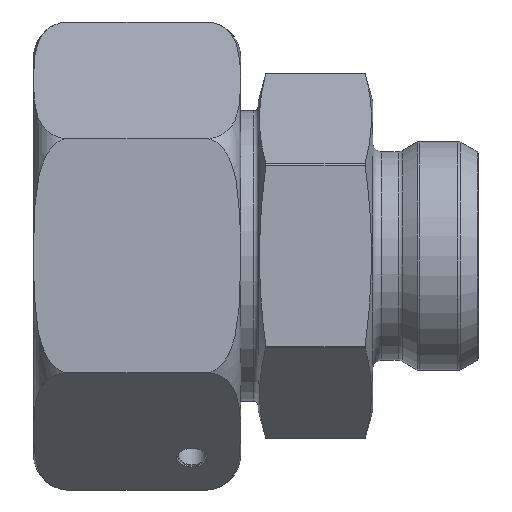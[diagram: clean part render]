
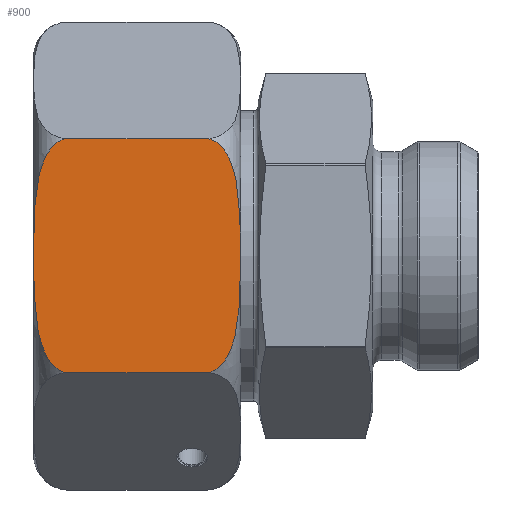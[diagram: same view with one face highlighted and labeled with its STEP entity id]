
A CAD part, top view. The second image highlights one B-rep face of the part: STEP entity #900.
In plain terms, the highlighted face is planar.
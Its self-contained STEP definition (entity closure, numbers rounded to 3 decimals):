
#576=FACE_OUTER_BOUND('',#1540,.T.);
#900=ADVANCED_FACE('',(#576),#1171,.F.);
#1171=PLANE('',#5290);
#1540=EDGE_LOOP('',(#2537,#2538,#2539,#2540));
#2044=B_SPLINE_CURVE_WITH_KNOTS('',3,(#7692,#7693,#7694,#7695,#7696,#7697,
#7698,#7699,#7700,#7701,#7702,#7703,#7704,#7705,#7706,#7707,#7708,#7709),
 .UNSPECIFIED.,.F.,.F.,(4,2,2,2,2,2,2,2,4),(0.,0.063,0.125,
0.25,0.5,0.75,0.875,0.938,1.),.UNSPECIFIED.);
#2052=B_SPLINE_CURVE_WITH_KNOTS('',3,(#7844,#7845,#7846,#7847,#7848,#7849,
#7850,#7851,#7852,#7853,#7854,#7855,#7856,#7857,#7858,#7859,#7860,#7861),
 .UNSPECIFIED.,.F.,.F.,(4,2,2,2,2,2,2,2,4),(0.,0.062,0.125,
0.25,0.5,0.75,0.875,0.938,1.),.UNSPECIFIED.);
#2537=ORIENTED_EDGE('',*,*,#4363,.T.);
#2538=ORIENTED_EDGE('',*,*,#4341,.T.);
#2539=ORIENTED_EDGE('',*,*,#4137,.F.);
#2540=ORIENTED_EDGE('',*,*,#4349,.T.);
#3661=VERTEX_POINT('',#6446);
#3662=VERTEX_POINT('',#6447);
#3865=VERTEX_POINT('',#7710);
#3871=VERTEX_POINT('',#7843);
#4137=EDGE_CURVE('',#3661,#3662,#4823,.T.);
#4341=EDGE_CURVE('',#3865,#3662,#2044,.T.);
#4349=EDGE_CURVE('',#3661,#3871,#2052,.T.);
#4363=EDGE_CURVE('',#3871,#3865,#4828,.T.);
#4823=LINE('',#6445,#5031);
#4828=LINE('',#7895,#5036);
#5031=VECTOR('',#5579,1.);
#5036=VECTOR('',#5646,1.);
#5290=AXIS2_PLACEMENT_3D('',#7897,#5649,#5650);
#5579=DIRECTION('',(-1.,0.,0.));
#5646=DIRECTION('',(-1.,0.,0.));
#5649=DIRECTION('',(0.,-0.5,-0.866));
#5650=DIRECTION('',(0.,0.866,-0.5));
#6445=CARTESIAN_POINT('',(25.,0.,26.558));
#6446=CARTESIAN_POINT('',(19.735,0.,26.558));
#6447=CARTESIAN_POINT('',(3.765,0.,26.558));
#7692=CARTESIAN_POINT('',(3.765,23.,13.279));
#7693=CARTESIAN_POINT('',(3.143,22.937,13.316));
#7694=CARTESIAN_POINT('',(2.599,22.625,13.495));
#7695=CARTESIAN_POINT('',(1.757,21.838,13.95));
#7696=CARTESIAN_POINT('',(1.447,21.369,14.221));
#7697=CARTESIAN_POINT('',(0.711,19.905,15.066));
#7698=CARTESIAN_POINT('',(0.47,18.849,15.676));
#7699=CARTESIAN_POINT('',(0.007,15.699,17.495));
#7700=CARTESIAN_POINT('',(0.023,13.588,18.713));
#7701=CARTESIAN_POINT('',(0.024,9.368,21.149));
#7702=CARTESIAN_POINT('',(0.009,7.246,22.375));
#7703=CARTESIAN_POINT('',(0.48,4.105,24.188));
#7704=CARTESIAN_POINT('',(0.722,3.064,24.789));
#7705=CARTESIAN_POINT('',(1.461,1.609,25.629));
#7706=CARTESIAN_POINT('',(1.773,1.143,25.898));
#7707=CARTESIAN_POINT('',(2.604,0.373,26.343));
#7708=CARTESIAN_POINT('',(3.15,0.063,26.522));
#7709=CARTESIAN_POINT('',(3.765,0.,26.558));
#7710=CARTESIAN_POINT('',(3.765,23.,13.279));
#7843=CARTESIAN_POINT('',(19.735,23.,13.279));
#7844=CARTESIAN_POINT('',(19.735,0.,26.558));
#7845=CARTESIAN_POINT('',(20.357,0.063,26.522));
#7846=CARTESIAN_POINT('',(20.901,0.375,26.342));
#7847=CARTESIAN_POINT('',(21.743,1.162,25.887));
#7848=CARTESIAN_POINT('',(22.053,1.631,25.616));
#7849=CARTESIAN_POINT('',(22.789,3.095,24.771));
#7850=CARTESIAN_POINT('',(23.03,4.151,24.162));
#7851=CARTESIAN_POINT('',(23.493,7.301,22.343));
#7852=CARTESIAN_POINT('',(23.477,9.412,21.124));
#7853=CARTESIAN_POINT('',(23.476,13.632,18.688));
#7854=CARTESIAN_POINT('',(23.491,15.754,17.462));
#7855=CARTESIAN_POINT('',(23.02,18.895,15.649));
#7856=CARTESIAN_POINT('',(22.778,19.936,15.048));
#7857=CARTESIAN_POINT('',(22.039,21.391,14.208));
#7858=CARTESIAN_POINT('',(21.727,21.857,13.939));
#7859=CARTESIAN_POINT('',(20.896,22.627,13.495));
#7860=CARTESIAN_POINT('',(20.35,22.937,13.315));
#7861=CARTESIAN_POINT('',(19.735,23.,13.279));
#7895=CARTESIAN_POINT('',(25.,23.,13.279));
#7897=CARTESIAN_POINT('',(25.,23.,13.279));
